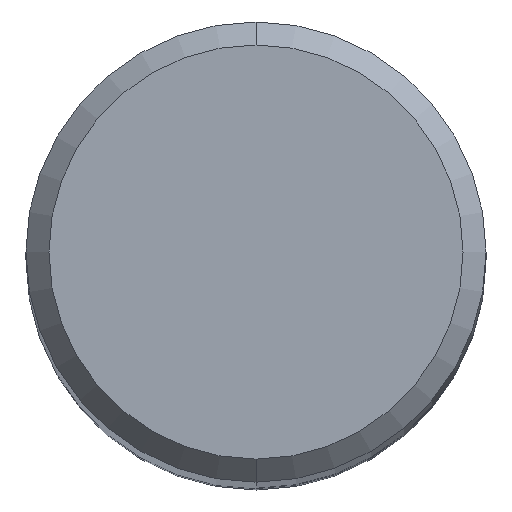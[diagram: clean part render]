
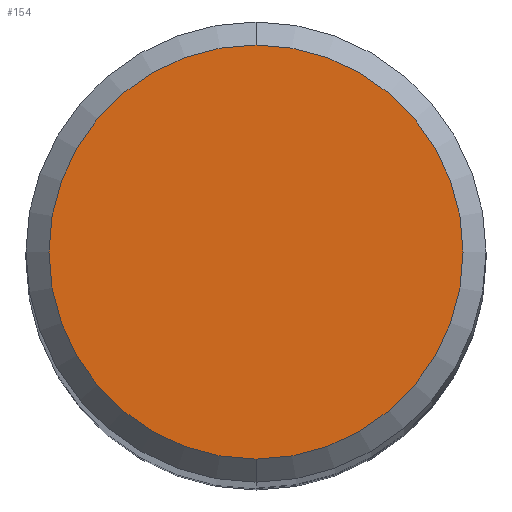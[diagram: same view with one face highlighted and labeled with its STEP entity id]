
A CAD part, top view. The second image highlights one B-rep face of the part: STEP entity #154.
In plain terms, the highlighted planar face has unit normal (0, 0, 1).
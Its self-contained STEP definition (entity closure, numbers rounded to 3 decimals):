
#104=VERTEX_POINT('',#242);
#116=EDGE_CURVE('',#206,#104,#255,.T.);
#138=EDGE_CURVE('',#104,#206,#279,.T.);
#154=ADVANCED_FACE('',(#299),#300,.T.);
#206=VERTEX_POINT('',#359);
#242=CARTESIAN_POINT('',(0.0,4.5,0.01));
#255=CIRCLE('',#408,4.5);
#279=CIRCLE('',#440,4.5);
#299=FACE_OUTER_BOUND('',#461,.T.);
#300=PLANE('',#462);
#359=CARTESIAN_POINT('',(0.,-4.5,0.01));
#408=AXIS2_PLACEMENT_3D('',#572,#573,#574);
#440=AXIS2_PLACEMENT_3D('',#602,#603,#604);
#461=EDGE_LOOP('',(#635,#636));
#462=AXIS2_PLACEMENT_3D('',#637,#638,#639);
#572=CARTESIAN_POINT('',(0.0,0.0,0.01));
#573=DIRECTION('',(0.0,0.0,-1.0));
#574=DIRECTION('',(0.0,1.0,0.0));
#602=CARTESIAN_POINT('',(0.0,0.0,0.01));
#603=DIRECTION('',(0.0,0.0,-1.0));
#604=DIRECTION('',(0.0,1.0,0.0));
#635=ORIENTED_EDGE('',*,*,#138,.F.);
#636=ORIENTED_EDGE('',*,*,#116,.F.);
#637=CARTESIAN_POINT('',(0.0,2.25,0.01));
#638=DIRECTION('',(-0.0,0.0,1.0));
#639=DIRECTION('',(0.0,-1.0,0.0));
